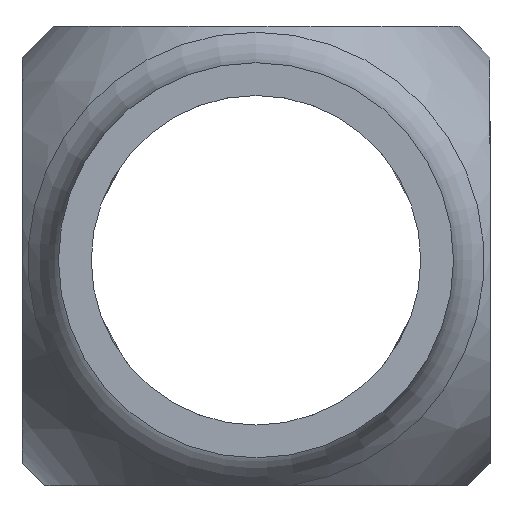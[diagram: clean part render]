
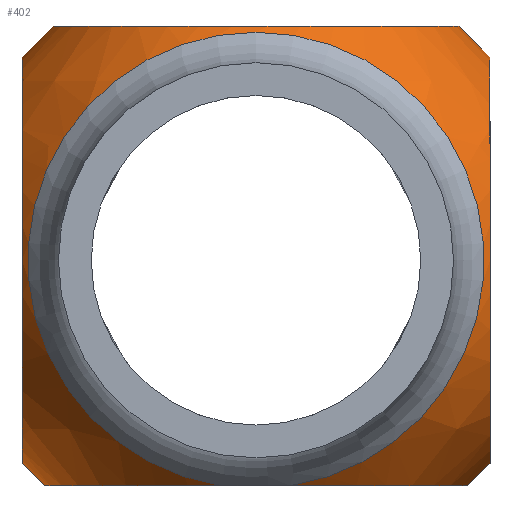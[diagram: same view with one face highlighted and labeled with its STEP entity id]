
A CAD part, left-side view. The second image highlights one B-rep face of the part: STEP entity #402.
In plain terms, the highlighted spherical face has radius 9.4 mm.
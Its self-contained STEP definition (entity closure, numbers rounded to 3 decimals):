
#6 = EDGE_LOOP ( 'NONE', ( #256 ) ) ;
#19 = EDGE_LOOP ( 'NONE', ( #276 ) ) ;
#42 = CARTESIAN_POINT ( 'NONE',  ( -6.363, 1.041, -6.84 ) ) ;
#44 = CARTESIAN_POINT ( 'NONE',  ( 0., -7.1, -6.16 ) ) ;
#47 = CARTESIAN_POINT ( 'NONE',  ( 6.363, 1.041, -6.84 ) ) ;
#48 = CARTESIAN_POINT ( 'NONE',  ( 6.363, -1.041, -6.84 ) ) ;
#50 = CARTESIAN_POINT ( 'NONE',  ( -6.363, -1.041, -6.84 ) ) ;
#64 = CARTESIAN_POINT ( 'NONE',  ( 0., 7.1, 6.16 ) ) ;
#136 = CIRCLE ( 'NONE', #532, 6.448 ) ;
#138 = FACE_BOUND ( 'NONE', #421, .T. ) ;
#140 = CIRCLE ( 'NONE', #517, 6.16 ) ;
#141 = FACE_OUTER_BOUND ( 'NONE', #419, .T. ) ;
#143 = CIRCLE ( 'NONE', #599, 6.16 ) ;
#146 = CIRCLE ( 'NONE', #527, 6.16 ) ;
#159 = CIRCLE ( 'NONE', #528, 6.919 ) ;
#164 = FACE_BOUND ( 'NONE', #6, .T. ) ;
#165 = CIRCLE ( 'NONE', #593, 6.448 ) ;
#169 = FACE_BOUND ( 'NONE', #19, .T. ) ;
#172 = SPHERICAL_SURFACE ( 'NONE', #565, 9.4 ) ;
#177 = CIRCLE ( 'NONE', #557, 6.919 ) ;
#181 = DIRECTION ( 'NONE',  ( 0., 0., -1. ) ) ;
#185 = DIRECTION ( 'NONE',  ( 0., 1., 0. ) ) ;
#186 = CARTESIAN_POINT ( 'NONE',  ( 0., 0., 0. ) ) ;
#246 = VERTEX_POINT ( 'NONE', #44 ) ;
#250 = VERTEX_POINT ( 'NONE', #64 ) ;
#251 = VERTEX_POINT ( 'NONE', #366 ) ;
#256 = ORIENTED_EDGE ( 'NONE', *, *, #556, .F. ) ;
#269 = ORIENTED_EDGE ( 'NONE', *, *, #570, .F. ) ;
#276 = ORIENTED_EDGE ( 'NONE', *, *, #553, .F. ) ;
#278 = ORIENTED_EDGE ( 'NONE', *, *, #540, .F. ) ;
#287 = ORIENTED_EDGE ( 'NONE', *, *, #574, .T. ) ;
#288 = ORIENTED_EDGE ( 'NONE', *, *, #535, .F. ) ;
#290 = ORIENTED_EDGE ( 'NONE', *, *, #577, .F. ) ;
#291 = DIRECTION ( 'NONE',  ( 0., 1., 0. ) ) ;
#292 = DIRECTION ( 'NONE',  ( 0., -1., 0. ) ) ;
#294 = CARTESIAN_POINT ( 'NONE',  ( 0., 0., 7.1 ) ) ;
#300 = DIRECTION ( 'NONE',  ( 0., 0., 1. ) ) ;
#302 = CARTESIAN_POINT ( 'NONE',  ( 0., 7.1, 0. ) ) ;
#304 = DIRECTION ( 'NONE',  ( 0., 0., 1. ) ) ;
#307 = DIRECTION ( 'NONE',  ( -1., 0., 0. ) ) ;
#310 = DIRECTION ( 'NONE',  ( 0., 0., 1. ) ) ;
#311 = CARTESIAN_POINT ( 'NONE',  ( -6.363, 0., 0. ) ) ;
#315 = DIRECTION ( 'NONE',  ( 0., 0., -1. ) ) ;
#327 = DIRECTION ( 'NONE',  ( 0., -1., 0. ) ) ;
#328 = CARTESIAN_POINT ( 'NONE',  ( 0., -7.1, 0. ) ) ;
#366 = CARTESIAN_POINT ( 'NONE',  ( 0., -6.16, 7.1 ) ) ;
#402 = ADVANCED_FACE ( 'NONE', ( #169, #138, #164, #141 ), #172, .T. ) ;
#419 = EDGE_LOOP ( 'NONE', ( #269, #278, #290, #287 ) ) ;
#421 = EDGE_LOOP ( 'NONE', ( #288 ) ) ;
#477 = CARTESIAN_POINT ( 'NONE',  ( 0., 0., -6.84 ) ) ;
#478 = DIRECTION ( 'NONE',  ( 0., 0., -1. ) ) ;
#489 = DIRECTION ( 'NONE',  ( 0., 1., 0. ) ) ;
#496 = CARTESIAN_POINT ( 'NONE',  ( 6.363, 0., 0. ) ) ;
#498 = DIRECTION ( 'NONE',  ( -1., 0., 0. ) ) ;
#508 = DIRECTION ( 'NONE',  ( 0., 0., 1. ) ) ;
#517 = AXIS2_PLACEMENT_3D ( 'NONE', #302, #291, #300 ) ;
#527 = AXIS2_PLACEMENT_3D ( 'NONE', #328, #327, #315 ) ;
#528 = AXIS2_PLACEMENT_3D ( 'NONE', #311, #307, #304 ) ;
#532 = AXIS2_PLACEMENT_3D ( 'NONE', #477, #478, #489 ) ;
#535 = EDGE_CURVE ( 'NONE', #246, #246, #146, .T. ) ;
#540 = EDGE_CURVE ( 'NONE', #634, #627, #159, .T. ) ;
#553 = EDGE_CURVE ( 'NONE', #250, #250, #140, .T. ) ;
#556 = EDGE_CURVE ( 'NONE', #251, #251, #143, .T. ) ;
#557 = AXIS2_PLACEMENT_3D ( 'NONE', #496, #498, #508 ) ;
#565 = AXIS2_PLACEMENT_3D ( 'NONE', #186, #181, #185 ) ;
#570 = EDGE_CURVE ( 'NONE', #627, #626, #136, .T. ) ;
#574 = EDGE_CURVE ( 'NONE', #638, #626, #177, .T. ) ;
#577 = EDGE_CURVE ( 'NONE', #638, #634, #165, .T. ) ;
#593 = AXIS2_PLACEMENT_3D ( 'NONE', #671, #668, #675 ) ;
#599 = AXIS2_PLACEMENT_3D ( 'NONE', #294, #310, #292 ) ;
#626 = VERTEX_POINT ( 'NONE', #47 ) ;
#627 = VERTEX_POINT ( 'NONE', #42 ) ;
#634 = VERTEX_POINT ( 'NONE', #50 ) ;
#638 = VERTEX_POINT ( 'NONE', #48 ) ;
#668 = DIRECTION ( 'NONE',  ( 0., 0., -1. ) ) ;
#671 = CARTESIAN_POINT ( 'NONE',  ( 0., 0., -6.84 ) ) ;
#675 = DIRECTION ( 'NONE',  ( 0., 1., 0. ) ) ;
